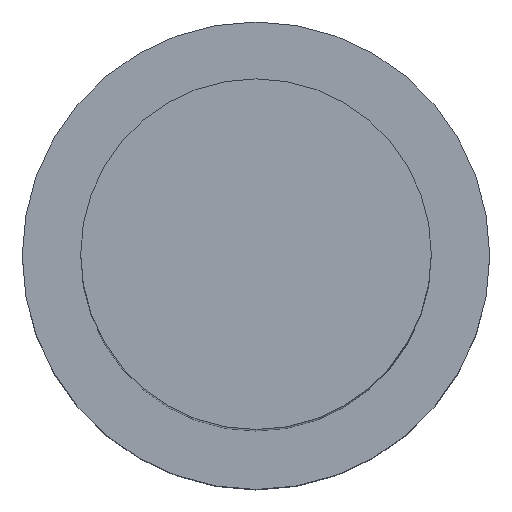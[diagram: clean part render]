
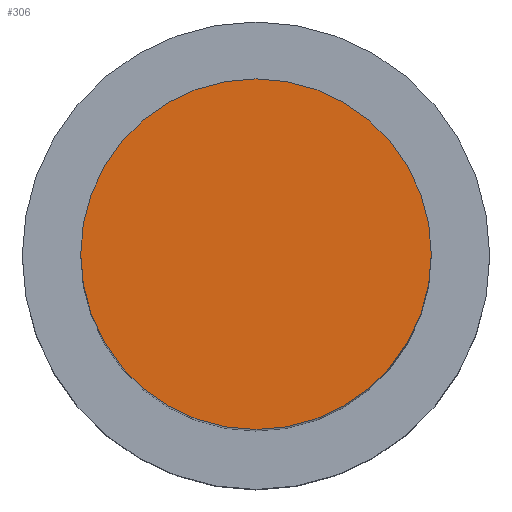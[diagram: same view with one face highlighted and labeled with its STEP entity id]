
A CAD part, top view. The second image highlights one B-rep face of the part: STEP entity #306.
In plain terms, the highlighted planar face has unit normal (0, 0, 1).
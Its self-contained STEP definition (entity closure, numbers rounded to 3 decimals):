
#29 = ORIENTED_EDGE ( 'NONE', *, *, #147, .T. ) ;
#35 = VERTEX_POINT ( 'NONE', #369 ) ;
#96 = EDGE_LOOP ( 'NONE', ( #327, #29 ) ) ;
#115 = CARTESIAN_POINT ( 'NONE',  ( 0., 0., 20. ) ) ;
#141 = AXIS2_PLACEMENT_3D ( 'NONE', #115, #247, #181 ) ;
#144 = CARTESIAN_POINT ( 'NONE',  ( -3., 0., 20. ) ) ;
#147 = EDGE_CURVE ( 'NONE', #35, #197, #301, .T. ) ;
#161 = PLANE ( 'NONE',  #295 ) ;
#181 = DIRECTION ( 'NONE',  ( 1., 0., 0. ) ) ;
#190 = FACE_OUTER_BOUND ( 'NONE', #96, .T. ) ;
#197 = VERTEX_POINT ( 'NONE', #144 ) ;
#223 = DIRECTION ( 'NONE',  ( 0., 0., 1. ) ) ;
#247 = DIRECTION ( 'NONE',  ( 0., 0., 1. ) ) ;
#253 = DIRECTION ( 'NONE',  ( 0., 0., 1. ) ) ;
#282 = DIRECTION ( 'NONE',  ( 1., 0., 0. ) ) ;
#295 = AXIS2_PLACEMENT_3D ( 'NONE', #313, #223, #355 ) ;
#301 = CIRCLE ( 'NONE', #141, 3. ) ;
#306 = ADVANCED_FACE ( 'NONE', ( #190 ), #161, .T. ) ;
#313 = CARTESIAN_POINT ( 'NONE',  ( 0., 0., 20. ) ) ;
#316 = EDGE_CURVE ( 'NONE', #197, #35, #347, .T. ) ;
#327 = ORIENTED_EDGE ( 'NONE', *, *, #316, .T. ) ;
#347 = CIRCLE ( 'NONE', #405, 3. ) ;
#355 = DIRECTION ( 'NONE',  ( 1., 0., 0. ) ) ;
#359 = CARTESIAN_POINT ( 'NONE',  ( 0., 0., 20. ) ) ;
#369 = CARTESIAN_POINT ( 'NONE',  ( 3., 0., 20. ) ) ;
#405 = AXIS2_PLACEMENT_3D ( 'NONE', #359, #253, #282 ) ;
